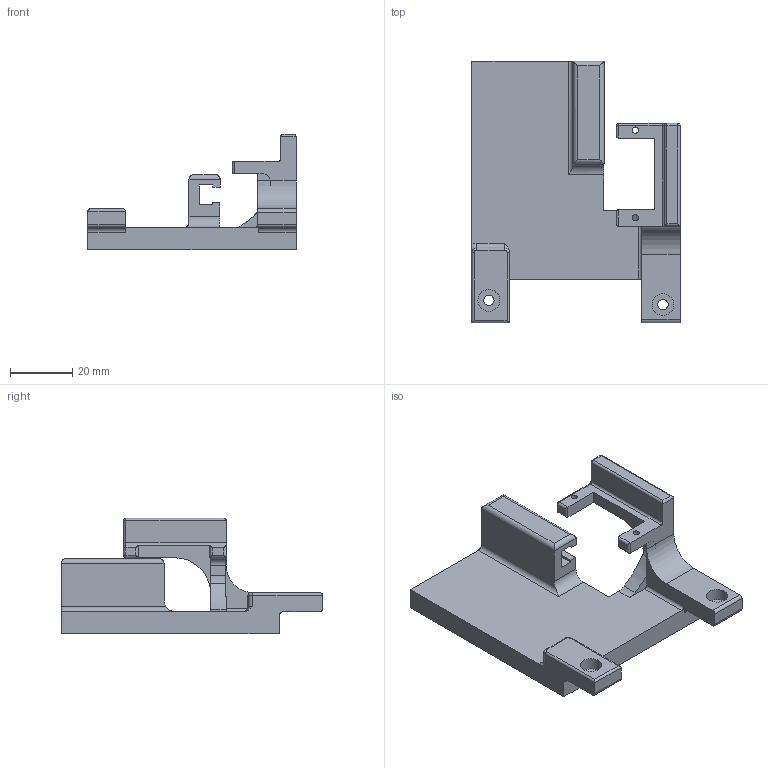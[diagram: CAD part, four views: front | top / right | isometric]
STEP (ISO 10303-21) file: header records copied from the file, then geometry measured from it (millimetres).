
FILE_DESCRIPTION(/* description */ (''),/* implementation_level */ '2;1');
FILE_NAME(/* name */ 'Motor_Housing_Wider_For_New_Housing.step',/* time_stamp */ '2024-05-19T20:29:33+02:00',/* author */ (''),/* organization */ (''),/* preprocessor_version */ 'ST-DEVELOPER v20',/* originating_system */ 'Autodesk Translation Framework v13.14.0.145',/* authorisation */ '');
FILE_SCHEMA (('AUTOMOTIVE_DESIGN { 1 0 10303 214 3 1 1 }'));
Length unit declared in the file: millimetre
Products named in the file (1): Motor_Housing_7mm
Bounding box: 66.92 x 84 x 37.12 mm (x, y, z)
Volume: 37274.8 mm3; surface area: 14841.2 mm2
Topology: 1 solids, 1 shells, 107 faces, 274 edges, 171 vertices
Faces by surface type: cylinder 49, plane 49, torus 5, sphere 4
Full cylindrical faces by diameter (mm): 2 x2, 3.332 x2, 7 x2
Entity records: 3286 total; most frequent: CARTESIAN_POINT 581, DIRECTION 575, ORIENTED_EDGE 548, EDGE_CURVE 274, AXIS2_PLACEMENT_3D 197, LINE 181, VECTOR 181, VERTEX_POINT 171
